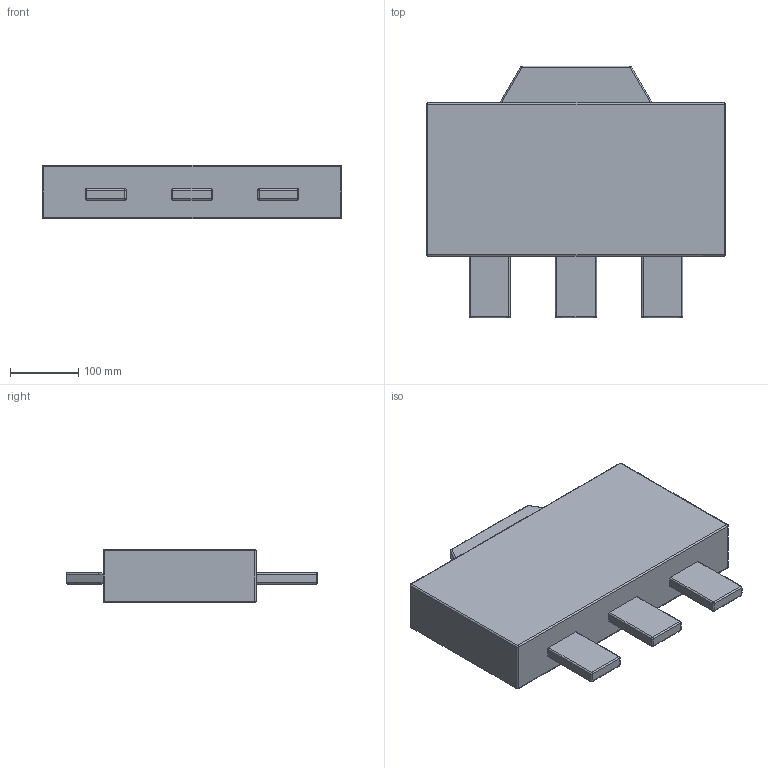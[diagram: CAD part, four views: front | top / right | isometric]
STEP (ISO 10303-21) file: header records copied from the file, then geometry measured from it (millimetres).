
FILE_DESCRIPTION(/* description */ (''),/* implementation_level */ '2;1');
FILE_NAME(/* name */ 'SOT-89',/* time_stamp */ '2019-10-29T10:38:40+08:00',/* author */ (''),/* organization */ (''),/* preprocessor_version */ 'ST-DEVELOPER v10',/* originating_system */ '',/* authorisation */ '');
FILE_SCHEMA (('CONFIG_CONTROL_DESIGN'));
Length unit declared in the file: centimetre
Products named in the file (1): 1
Bounding box: 436.65 x 368.13 x 77.51 mm (x, y, z)
Volume: 8004123.4 mm3; surface area: 369822.6 mm2
Topology: 5 solids, 5 shells, 98 faces, 197 edges, 109 vertices
Faces by surface type: bspline 98
Entity records: 2981 total; most frequent: CARTESIAN_POINT 1846, ORIENTED_EDGE 384, EDGE_CURVE 192, VERTEX_POINT 104, ADVANCED_FACE 98, FACE_OUTER_BOUND 98, EDGE_LOOP 98, B_SPLINE_SURFACE_WITH_KNOTS 30
